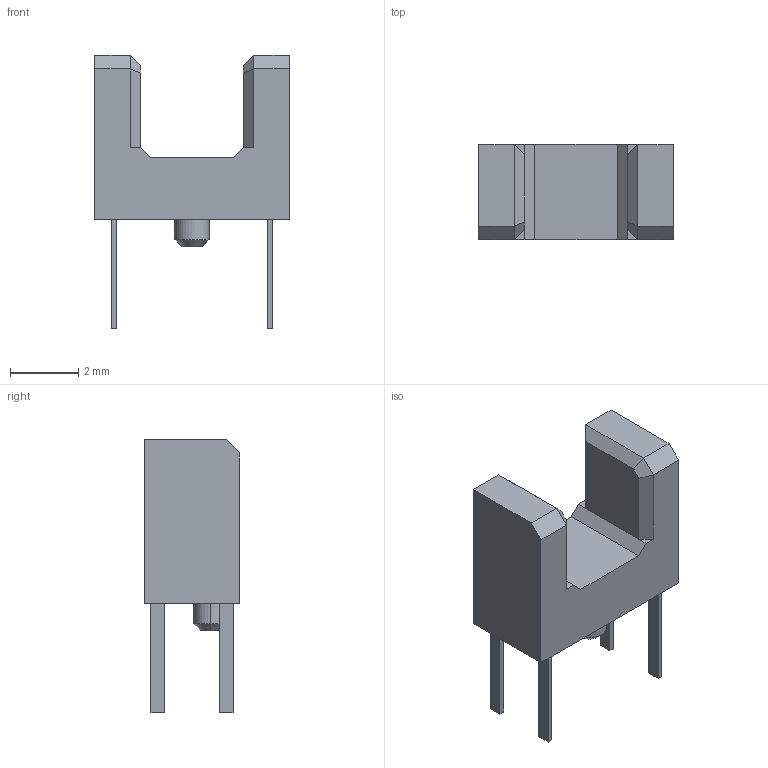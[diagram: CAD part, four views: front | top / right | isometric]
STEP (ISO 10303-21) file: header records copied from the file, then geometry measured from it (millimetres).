
FILE_DESCRIPTION((''),'2;1');
FILE_NAME('SHARP_GP1S094HCZ0F.stp','2011-03-17T11:24:42',(''),(''),'Mechanical Desktop 2011','Mechanical Desktop 2011',', , ');
FILE_SCHEMA(('AUTOMOTIVE_DESIGN { 1 2 10303 214 1 1 1 1 }'));
Length unit declared in the file: millimetre
Products named in the file (1): Product
Bounding box: 5.7 x 2.8 x 8 mm (x, y, z)
Volume: 52.1 mm3; surface area: 128 mm2
Topology: 7 solids, 7 shells, 67 faces, 145 edges, 92 vertices
Faces by surface type: bspline 38, plane 25, cylinder 2, cone 2
Entity records: 1826 total; most frequent: CARTESIAN_POINT 419, ORIENTED_EDGE 290, DIRECTION 211, EDGE_CURVE 145, VECTOR 139, LINE 139, VERTEX_POINT 92, EDGE_LOOP 67
